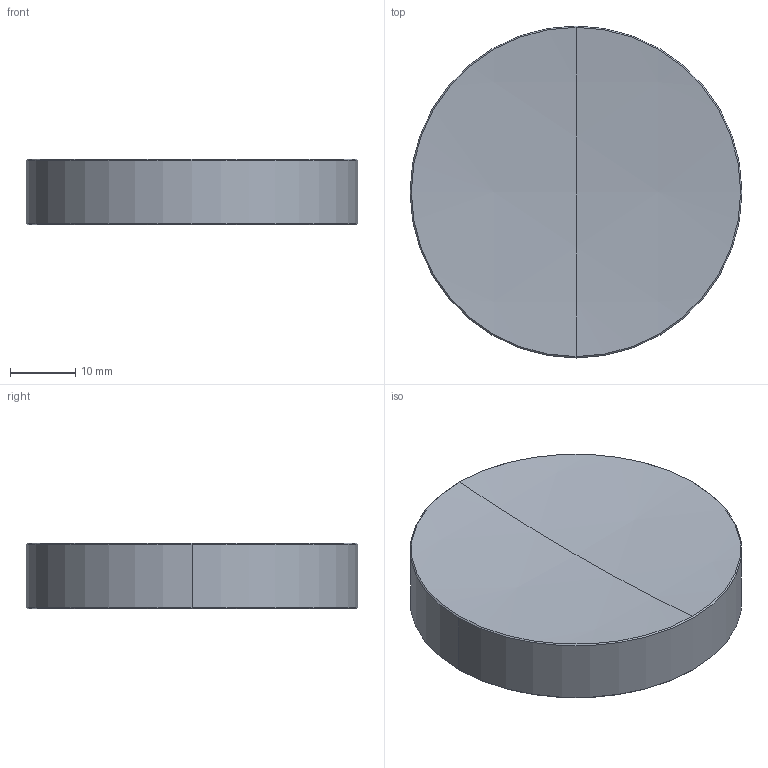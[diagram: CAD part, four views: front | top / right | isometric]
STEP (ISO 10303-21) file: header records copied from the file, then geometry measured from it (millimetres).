
FILE_DESCRIPTION (( 'STEP AP203' ), '1' );
FILE_NAME ('17573-E0W.STEP', '2013-07-03T18:16:59', ( 'Admin' ), ( '' ), 'SwSTEP 2.0', 'SolidWorks 2012', '' );
FILE_SCHEMA (( 'CONFIG_CONTROL_DESIGN' ));
Length unit declared in the file: millimetre
Products named in the file (1): 17573-E0W
Bounding box: 50.8 x 50.8 x 10.06 mm (x, y, z)
Volume: 19326.1 mm3; surface area: 5626.2 mm2
Topology: 1 solids, 1 shells, 281 faces, 738 edges, 491 vertices
Faces by surface type: plane 147, bspline 126, cone 4, sphere 2, cylinder 2
Entity records: 15713 total; most frequent: CARTESIAN_POINT 9549, ORIENTED_EDGE 1476, DIRECTION 810, EDGE_CURVE 738, VERTEX_POINT 491, VECTOR 474, LINE 474, EDGE_LOOP 313
